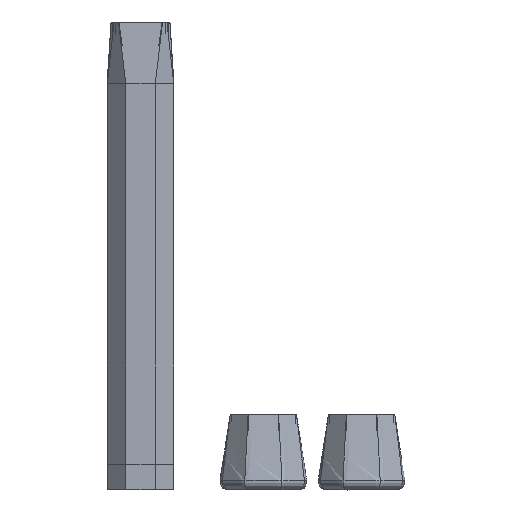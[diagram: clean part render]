
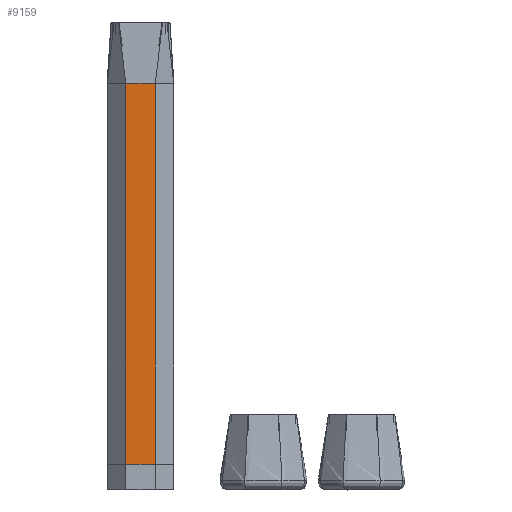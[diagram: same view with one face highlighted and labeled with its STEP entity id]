
A CAD part, left-side view. The second image highlights one B-rep face of the part: STEP entity #9159.
In plain terms, the highlighted planar face has unit normal (-1, 0, 0).
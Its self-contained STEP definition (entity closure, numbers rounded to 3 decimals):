
#1091=FACE_OUTER_BOUND('',#1600,.T.);
#1600=EDGE_LOOP('',(#7303,#7304,#7305,#7306));
#2416=LINE('',#14382,#3315);
#2441=LINE('',#14433,#3340);
#2448=LINE('',#14445,#3347);
#2450=LINE('',#14448,#3349);
#3315=VECTOR('',#11126,10.);
#3340=VECTOR('',#11173,10.);
#3347=VECTOR('',#11186,10.);
#3349=VECTOR('',#11190,10.);
#4064=VERTEX_POINT('',#14377);
#4065=VERTEX_POINT('',#14381);
#4079=VERTEX_POINT('',#14430);
#4080=VERTEX_POINT('',#14432);
#5219=EDGE_CURVE('',#4064,#4065,#2416,.T.);
#5244=EDGE_CURVE('',#4079,#4080,#2441,.T.);
#5251=EDGE_CURVE('',#4080,#4064,#2448,.T.);
#5253=EDGE_CURVE('',#4079,#4065,#2450,.T.);
#7303=ORIENTED_EDGE('',*,*,#5244,.F.);
#7304=ORIENTED_EDGE('',*,*,#5253,.T.);
#7305=ORIENTED_EDGE('',*,*,#5219,.F.);
#7306=ORIENTED_EDGE('',*,*,#5251,.F.);
#8804=PLANE('',#9794);
#9159=ADVANCED_FACE('',(#1091),#8804,.T.);
#9794=AXIS2_PLACEMENT_3D('',#14447,#11188,#11189);
#11126=DIRECTION('',(0.,-1.,0.));
#11173=DIRECTION('',(0.,1.,0.));
#11186=DIRECTION('',(0.,0.,1.));
#11188=DIRECTION('center_axis',(-1.,0.,0.));
#11189=DIRECTION('ref_axis',(0.,-1.,0.));
#11190=DIRECTION('',(0.,0.,1.));
#14377=CARTESIAN_POINT('',(198.6,6.016,0.));
#14381=CARTESIAN_POINT('',(198.6,-6.016,0.));
#14382=CARTESIAN_POINT('',(198.6,-6.016,0.));
#14430=CARTESIAN_POINT('',(198.6,-6.016,-155.));
#14432=CARTESIAN_POINT('',(198.6,6.016,-155.));
#14433=CARTESIAN_POINT('',(198.6,-6.016,-155.));
#14445=CARTESIAN_POINT('',(198.6,6.016,-155.));
#14447=CARTESIAN_POINT('Origin',(198.6,6.016,-155.));
#14448=CARTESIAN_POINT('',(198.6,-6.016,-155.));
